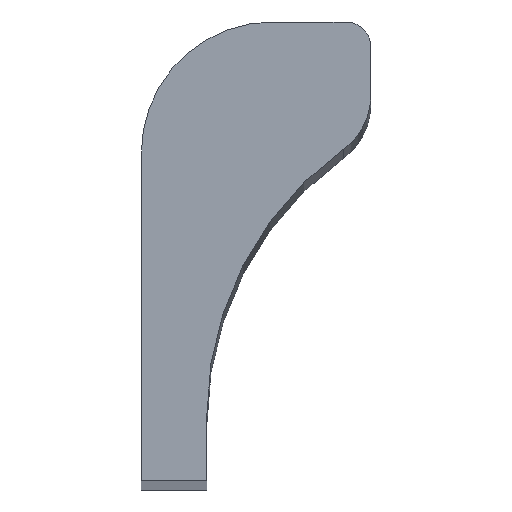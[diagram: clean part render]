
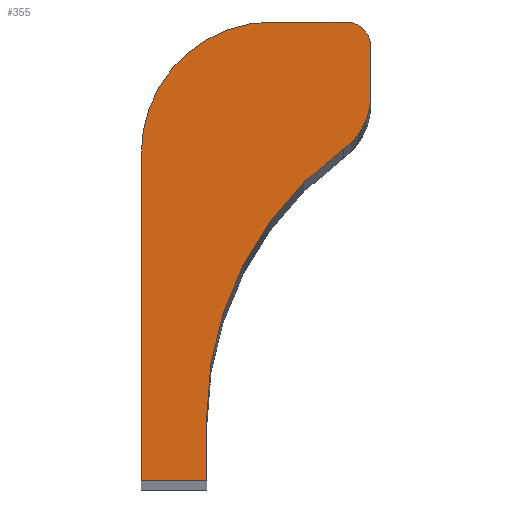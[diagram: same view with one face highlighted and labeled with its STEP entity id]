
A CAD part, top view. The second image highlights one B-rep face of the part: STEP entity #355.
In plain terms, the highlighted planar face has unit normal (0, 0, 1).
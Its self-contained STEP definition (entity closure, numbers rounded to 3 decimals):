
#12 = CIRCLE ( 'NONE', #50, 20. ) ;
#14 = AXIS2_PLACEMENT_3D ( 'NONE', #215, #200, #221 ) ;
#15 = CIRCLE ( 'NONE', #14, 4. ) ;
#16 = CIRCLE ( 'NONE', #49, 8. ) ;
#18 = VECTOR ( 'NONE', #211, 1000. ) ;
#21 = AXIS2_PLACEMENT_3D ( 'NONE', #188, #224, #196 ) ;
#23 = VECTOR ( 'NONE', #173, 1000. ) ;
#25 = VECTOR ( 'NONE', #185, 1000. ) ;
#27 = CIRCLE ( 'NONE', #40, 1.5 ) ;
#33 = VECTOR ( 'NONE', #291, 1000. ) ;
#34 = VECTOR ( 'NONE', #208, 1000. ) ;
#40 = AXIS2_PLACEMENT_3D ( 'NONE', #179, #166, #177 ) ;
#49 = AXIS2_PLACEMENT_3D ( 'NONE', #228, #219, #222 ) ;
#50 = AXIS2_PLACEMENT_3D ( 'NONE', #167, #186, #181 ) ;
#69 = ORIENTED_EDGE ( 'NONE', *, *, #349, .F. ) ;
#70 = ORIENTED_EDGE ( 'NONE', *, *, #354, .T. ) ;
#82 = ORIENTED_EDGE ( 'NONE', *, *, #350, .T. ) ;
#83 = ORIENTED_EDGE ( 'NONE', *, *, #344, .F. ) ;
#90 = ORIENTED_EDGE ( 'NONE', *, *, #372, .T. ) ;
#91 = ORIENTED_EDGE ( 'NONE', *, *, #338, .T. ) ;
#93 = ORIENTED_EDGE ( 'NONE', *, *, #337, .F. ) ;
#98 = ORIENTED_EDGE ( 'NONE', *, *, #334, .F. ) ;
#100 = ORIENTED_EDGE ( 'NONE', *, *, #340, .T. ) ;
#104 = LINE ( 'NONE', #184, #25 ) ;
#107 = CARTESIAN_POINT ( 'NONE',  ( -204.667, 347.245, 70. ) ) ;
#108 = VERTEX_POINT ( 'NONE', #129 ) ;
#111 = CARTESIAN_POINT ( 'NONE',  ( -213., 327., 70. ) ) ;
#112 = VERTEX_POINT ( 'NONE', #124 ) ;
#116 = CARTESIAN_POINT ( 'NONE',  ( -217., 327., 70. ) ) ;
#117 = CARTESIAN_POINT ( 'NONE',  ( -204.5, 355., 70. ) ) ;
#119 = VERTEX_POINT ( 'NONE', #125 ) ;
#120 = VERTEX_POINT ( 'NONE', #111 ) ;
#124 = CARTESIAN_POINT ( 'NONE',  ( -209., 355., 70. ) ) ;
#125 = CARTESIAN_POINT ( 'NONE',  ( -217., 347., 70. ) ) ;
#127 = VERTEX_POINT ( 'NONE', #144 ) ;
#129 = CARTESIAN_POINT ( 'NONE',  ( -203., 350.494, 70. ) ) ;
#131 = VERTEX_POINT ( 'NONE', #107 ) ;
#133 = VERTEX_POINT ( 'NONE', #116 ) ;
#134 = VERTEX_POINT ( 'NONE', #141 ) ;
#141 = CARTESIAN_POINT ( 'NONE',  ( -203., 353.5, 70. ) ) ;
#143 = VERTEX_POINT ( 'NONE', #117 ) ;
#144 = CARTESIAN_POINT ( 'NONE',  ( -213., 331., 70. ) ) ;
#145 = EDGE_LOOP ( 'NONE', ( #90, #93, #82, #69, #70, #91, #98, #100, #83 ) ) ;
#157 = LINE ( 'NONE', #161, #23 ) ;
#161 = CARTESIAN_POINT ( 'NONE',  ( -217., 327., 70. ) ) ;
#166 = DIRECTION ( 'NONE',  ( 0., 0., -1. ) ) ;
#167 = CARTESIAN_POINT ( 'NONE',  ( -193., 331., 70. ) ) ;
#173 = DIRECTION ( 'NONE',  ( 1., 0., 0. ) ) ;
#177 = DIRECTION ( 'NONE',  ( 1., 0., 0. ) ) ;
#179 = CARTESIAN_POINT ( 'NONE',  ( -204.5, 353.5, 70. ) ) ;
#181 = DIRECTION ( 'NONE',  ( 1., 0., 0. ) ) ;
#184 = CARTESIAN_POINT ( 'NONE',  ( -213., 400., 70. ) ) ;
#185 = DIRECTION ( 'NONE',  ( 0., -1., 0. ) ) ;
#186 = DIRECTION ( 'NONE',  ( 0., 0., -1. ) ) ;
#188 = CARTESIAN_POINT ( 'NONE',  ( -287.92, -140.269, 70. ) ) ;
#196 = DIRECTION ( 'NONE',  ( 1., 0., 0. ) ) ;
#200 = DIRECTION ( 'NONE',  ( 0., 0., -1. ) ) ;
#202 = CARTESIAN_POINT ( 'NONE',  ( -217., 4., 70. ) ) ;
#205 = FACE_OUTER_BOUND ( 'NONE', #145, .T. ) ;
#208 = DIRECTION ( 'NONE',  ( 0., -1., 0. ) ) ;
#211 = DIRECTION ( 'NONE',  ( -1., 0., 0. ) ) ;
#212 = LINE ( 'NONE', #202, #34 ) ;
#214 = CARTESIAN_POINT ( 'NONE',  ( -217., 355., 70. ) ) ;
#215 = CARTESIAN_POINT ( 'NONE',  ( -207., 350.494, 70. ) ) ;
#216 = LINE ( 'NONE', #214, #18 ) ;
#219 = DIRECTION ( 'NONE',  ( 0., 0., -1. ) ) ;
#221 = DIRECTION ( 'NONE',  ( 1., 0., 0. ) ) ;
#222 = DIRECTION ( 'NONE',  ( 1., 0., 0. ) ) ;
#224 = DIRECTION ( 'NONE',  ( 0., 0., 1. ) ) ;
#228 = CARTESIAN_POINT ( 'NONE',  ( -209., 347., 70. ) ) ;
#235 = PLANE ( 'NONE',  #21 ) ;
#262 = LINE ( 'NONE', #286, #33 ) ;
#286 = CARTESIAN_POINT ( 'NONE',  ( -203., 351., 70. ) ) ;
#291 = DIRECTION ( 'NONE',  ( 0., 1., 0. ) ) ;
#334 = EDGE_CURVE ( 'NONE', #127, #120, #104, .T. ) ;
#337 = EDGE_CURVE ( 'NONE', #143, #134, #27, .T. ) ;
#338 = EDGE_CURVE ( 'NONE', #133, #120, #157, .T. ) ;
#340 = EDGE_CURVE ( 'NONE', #127, #131, #12, .T. ) ;
#344 = EDGE_CURVE ( 'NONE', #108, #131, #15, .T. ) ;
#349 = EDGE_CURVE ( 'NONE', #119, #112, #16, .T. ) ;
#350 = EDGE_CURVE ( 'NONE', #143, #112, #216, .T. ) ;
#354 = EDGE_CURVE ( 'NONE', #119, #133, #212, .T. ) ;
#355 = ADVANCED_FACE ( 'NONE', ( #205 ), #235, .T. ) ;
#372 = EDGE_CURVE ( 'NONE', #108, #134, #262, .T. ) ;
